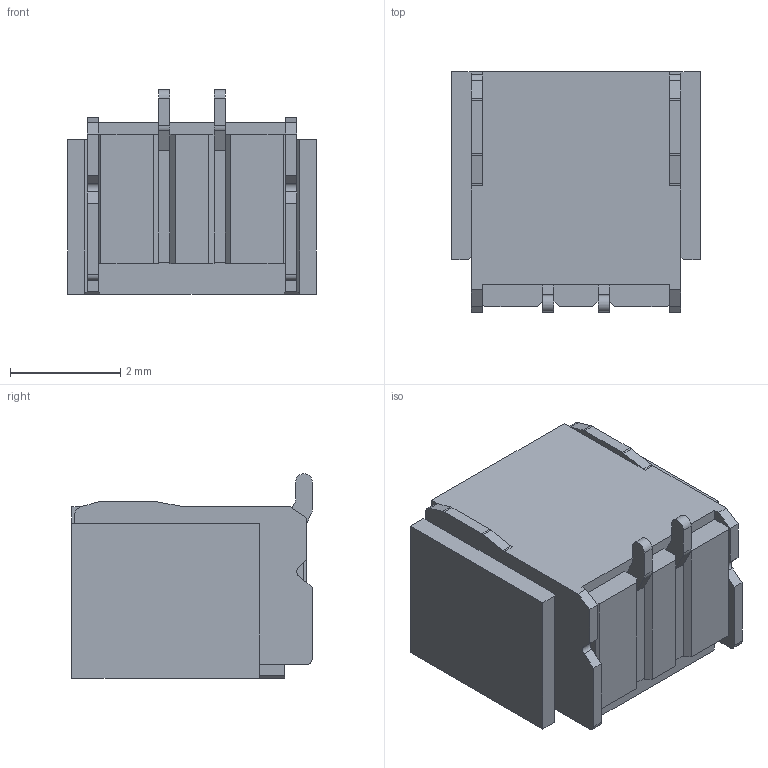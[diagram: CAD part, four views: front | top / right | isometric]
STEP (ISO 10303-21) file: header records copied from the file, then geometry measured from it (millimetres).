
FILE_DESCRIPTION((''),'2;1');
FILE_NAME('FWF10002-S04','2025-05-16T',('工程三'),(''),'PRO/ENGINEER BY PARAMETRIC TECHNOLOGY CORPORATION, 2010280','PRO/ENGINEER BY PARAMETRIC TECHNOLOGY CORPORATION, 2010280','');
FILE_SCHEMA(('CONFIG_CONTROL_DESIGN'));
Length unit declared in the file: millimetre
Products named in the file (1): FWF10002-S04
Bounding box: 4.5 x 4.35 x 3.7 mm (x, y, z)
Volume: 37.6 mm3; surface area: 132 mm2
Topology: 1 solids, 1 shells, 161 faces, 418 edges, 262 vertices
Faces by surface type: plane 143, cylinder 18
Entity records: 4828 total; most frequent: CARTESIAN_POINT 841, ORIENTED_EDGE 836, DIRECTION 778, EDGE_CURVE 418, VECTOR 380, LINE 380, VERTEX_POINT 262, AXIS2_PLACEMENT_3D 199
